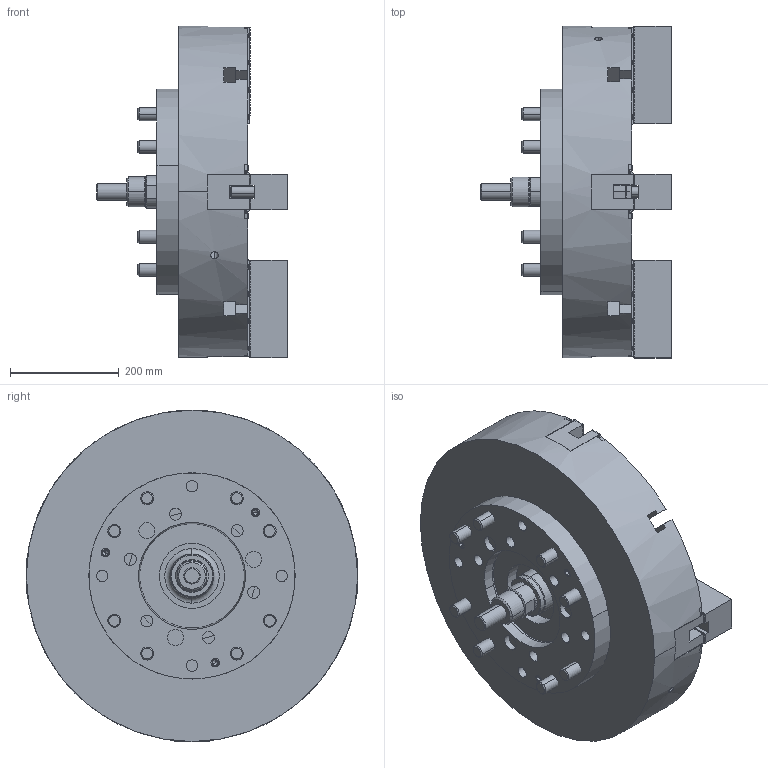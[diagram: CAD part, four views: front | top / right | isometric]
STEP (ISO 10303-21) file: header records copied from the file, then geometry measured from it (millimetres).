
FILE_DESCRIPTION (( 'STEP AP203' ), '1' );
FILE_NAME ('CF-4V-24A11.STEP', '2019-07-25T09:44:54', ( '' ), ( '' ), 'SwSTEP 2.0', 'SolidWorks 2016', '' );
FILE_SCHEMA (( 'CONFIG_CONTROL_DESIGN' ));
Length unit declared in the file: millimetre
Products named in the file (20): CF-3V-21-09000; 圓頭內六角螺栓_M6x14; CF-3V-21-11000-A11法蘭; CF-3V-21-06000; CF-4V-24-01000; 圓頭內六角螺栓_M24x170; CF-3V-21-07000; CF-4V-24-02000; CF-3V-24-03000; 圓頭內六角螺栓_M12x50; SJ-21; CF-3V-21-03000; CF-4V-24A11; 圓頭內六角螺栓_M20x60; CF-3P-15-05000; 半圓頭六角孔螺栓_M5x12; CF-3P-15-06000; CF-銘牌; CF-3P-15連接管螺栓; 錐平頭六角孔螺栓_M4x10
Assembly tree (80 placements, depth 2):
  CF-4V-24A11
    CF-4V-24-01000
    CF-4V-24-02000
    CF-3V-21-03000  x4
    CF-3P-15-05000
    CF-3P-15-06000
    CF-3P-15連接管螺栓
    CF-3V-24-03000
    圓頭內六角螺栓_M6x14  x4
    CF-3V-21-06000  x4
    CF-3V-21-07000  x4
    SJ-21  x3
    圓頭內六角螺栓_M20x60  x6
    半圓頭六角孔螺栓_M5x12  x32
    CF-銘牌
    錐平頭六角孔螺栓_M4x10  x3
    CF-3V-21-09000
    CF-3V-21-11000-A11法蘭
    圓頭內六角螺栓_M24x170  x8
    圓頭內六角螺栓_M12x50  x3
Bounding box: 351.08 x 611 x 610.5 mm (x, y, z)
Volume: 39873644.2 mm3; surface area: 2653114 mm2
Topology: 88 solids, 88 shells, 6482 faces, 17893 edges, 11605 vertices
Faces by surface type: plane 4503, cylinder 1417, cone 490, torus 72
Entity records: 71435 total; most frequent: CARTESIAN_POINT 12554, ORIENTED_EDGE 11566, DIRECTION 11489, EDGE_CURVE 5783, LINE 4085, VECTOR 4085, VERTEX_POINT 3801, AXIS2_PLACEMENT_3D 3702
